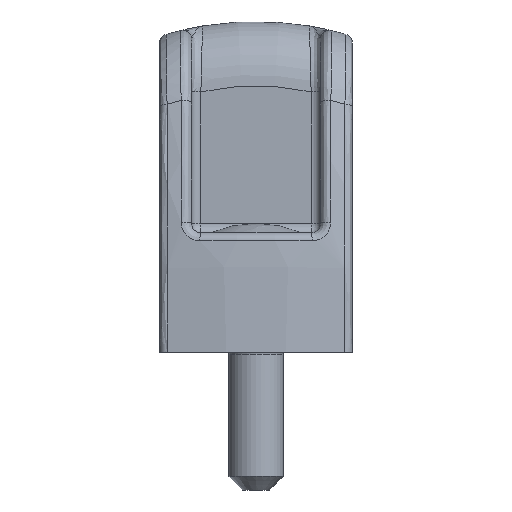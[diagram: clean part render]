
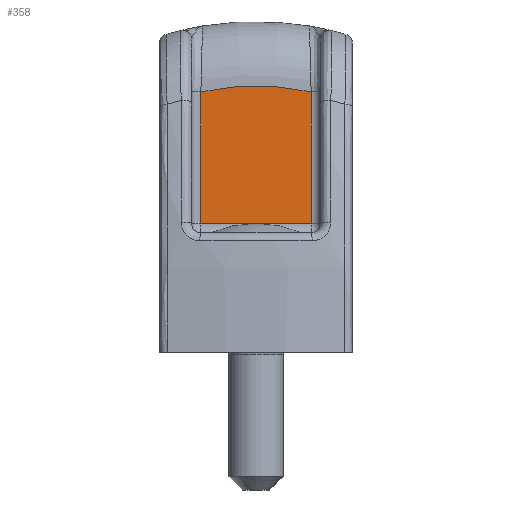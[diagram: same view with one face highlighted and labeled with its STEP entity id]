
A CAD part, left-side view. The second image highlights one B-rep face of the part: STEP entity #358.
In plain terms, the highlighted planar face has unit normal (-1, 0, 0).
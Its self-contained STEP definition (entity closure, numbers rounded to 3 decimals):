
#358 = ADVANCED_FACE( '', ( #786 ), #787, .T. );
#786 = FACE_OUTER_BOUND( '', #3793, .T. );
#787 = PLANE( '', #3794 );
#3793 = EDGE_LOOP( '', ( #6417, #6418, #6419, #6420 ) );
#3794 = AXIS2_PLACEMENT_3D( '', #6421, #6422, #6423 );
#6417 = ORIENTED_EDGE( '', *, *, #6981, .T. );
#6418 = ORIENTED_EDGE( '', *, *, #7199, .T. );
#6419 = ORIENTED_EDGE( '', *, *, #7265, .T. );
#6420 = ORIENTED_EDGE( '', *, *, #7266, .T. );
#6421 = CARTESIAN_POINT( '', ( -39.75, -7., 77.138 ) );
#6422 = DIRECTION( '', ( -1., 0., 0. ) );
#6423 = DIRECTION( '', ( 0., 0., 1. ) );
#6981 = EDGE_CURVE( '', #7526, #7530, #7532, .F. );
#7199 = EDGE_CURVE( '', #7530, #7868, #7870, .F. );
#7265 = EDGE_CURVE( '', #7868, #7536, #7953, .T. );
#7266 = EDGE_CURVE( '', #7536, #7526, #7954, .T. );
#7526 = VERTEX_POINT( '', #8727 );
#7530 = VERTEX_POINT( '', #8732 );
#7532 = LINE( '', #8734, #8735 );
#7536 = VERTEX_POINT( '', #8782 );
#7868 = VERTEX_POINT( '', #10064 );
#7870 = LINE( '', #10066, #10067 );
#7953 = CIRCLE( '', #10592, 28. );
#7954 = LINE( '', #10593, #10594 );
#8727 = CARTESIAN_POINT( '', ( -39.75, 6., 14. ) );
#8732 = CARTESIAN_POINT( '', ( -39.75, -6., 14. ) );
#8734 = CARTESIAN_POINT( '', ( -39.75, -7., 14. ) );
#8735 = VECTOR( '', #11444, 1000. );
#8782 = CARTESIAN_POINT( '', ( -39.75, 6., 28.35 ) );
#10064 = CARTESIAN_POINT( '', ( -39.75, -6., 28.35 ) );
#10066 = CARTESIAN_POINT( '', ( -39.75, -6., 28.111 ) );
#10067 = VECTOR( '', #11718, 1000. );
#10592 = AXIS2_PLACEMENT_3D( '', #11785, #11786, #11787 );
#10593 = CARTESIAN_POINT( '', ( -39.75, 6., 13. ) );
#10594 = VECTOR( '', #11788, 1000. );
#11444 = DIRECTION( '', ( 0., 1., 0. ) );
#11718 = DIRECTION( '', ( 0., 0., -1. ) );
#11785 = CARTESIAN_POINT( '', ( -39.75, 0., 1. ) );
#11786 = DIRECTION( '', ( -1., 0., 0. ) );
#11787 = DIRECTION( '', ( 0., 0., 1. ) );
#11788 = DIRECTION( '', ( 0., 0., -1. ) );
